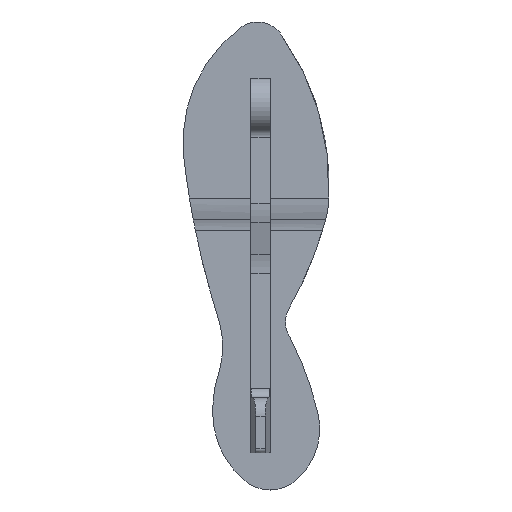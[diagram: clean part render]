
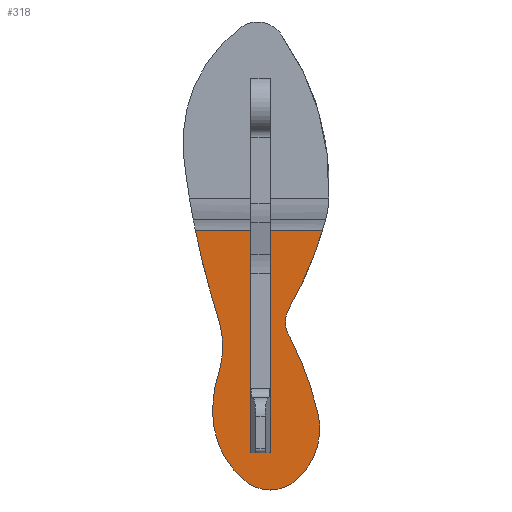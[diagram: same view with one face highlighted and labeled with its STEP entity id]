
A CAD part, top view. The second image highlights one B-rep face of the part: STEP entity #318.
In plain terms, the highlighted planar face has unit normal (0, 0, 1).
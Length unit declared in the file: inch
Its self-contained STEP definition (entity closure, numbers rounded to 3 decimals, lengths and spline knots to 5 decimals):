
#145=LINE('',#1680,#208);
#151=LINE('',#1704,#214);
#182=LINE('',#2068,#245);
#183=LINE('',#2070,#246);
#184=LINE('',#2092,#247);
#208=VECTOR('',#1311,1.);
#214=VECTOR('',#1333,1.);
#245=VECTOR('',#1404,1.);
#246=VECTOR('',#1407,1.);
#247=VECTOR('',#1428,1.);
#318=ADVANCED_FACE('',(#391),#348,.F.);
#348=PLANE('',#1152);
#391=FACE_BOUND('',#448,.T.);
#448=EDGE_LOOP('',(#656,#657,#658,#659,#660,#661,#662,#663,#664,#665,#666,
#667,#668,#669,#670));
#656=ORIENTED_EDGE('',*,*,#956,.F.);
#657=ORIENTED_EDGE('',*,*,#914,.F.);
#658=ORIENTED_EDGE('',*,*,#957,.T.);
#659=ORIENTED_EDGE('',*,*,#958,.T.);
#660=ORIENTED_EDGE('',*,*,#959,.F.);
#661=ORIENTED_EDGE('',*,*,#960,.T.);
#662=ORIENTED_EDGE('',*,*,#961,.T.);
#663=ORIENTED_EDGE('',*,*,#962,.T.);
#664=ORIENTED_EDGE('',*,*,#963,.T.);
#665=ORIENTED_EDGE('',*,*,#964,.T.);
#666=ORIENTED_EDGE('',*,*,#965,.T.);
#667=ORIENTED_EDGE('',*,*,#966,.F.);
#668=ORIENTED_EDGE('',*,*,#967,.T.);
#669=ORIENTED_EDGE('',*,*,#968,.T.);
#670=ORIENTED_EDGE('',*,*,#902,.T.);
#795=VERTEX_POINT('',#1679);
#796=VERTEX_POINT('',#1681);
#805=VERTEX_POINT('',#1703);
#806=VERTEX_POINT('',#1705);
#830=VERTEX_POINT('',#2071);
#831=VERTEX_POINT('',#2073);
#832=VERTEX_POINT('',#2075);
#833=VERTEX_POINT('',#2077);
#834=VERTEX_POINT('',#2079);
#835=VERTEX_POINT('',#2081);
#836=VERTEX_POINT('',#2083);
#837=VERTEX_POINT('',#2085);
#838=VERTEX_POINT('',#2087);
#839=VERTEX_POINT('',#2089);
#840=VERTEX_POINT('',#2091);
#902=EDGE_CURVE('',#796,#795,#145,.T.);
#914=EDGE_CURVE('',#805,#806,#151,.T.);
#956=EDGE_CURVE('',#806,#795,#182,.T.);
#957=EDGE_CURVE('',#805,#830,#183,.T.);
#958=EDGE_CURVE('',#830,#831,#1038,.T.);
#959=EDGE_CURVE('',#832,#831,#1039,.T.);
#960=EDGE_CURVE('',#832,#833,#1040,.T.);
#961=EDGE_CURVE('',#833,#834,#1041,.T.);
#962=EDGE_CURVE('',#834,#835,#1042,.T.);
#963=EDGE_CURVE('',#835,#836,#1043,.T.);
#964=EDGE_CURVE('',#836,#837,#1044,.T.);
#965=EDGE_CURVE('',#837,#838,#1045,.T.);
#966=EDGE_CURVE('',#839,#838,#1046,.T.);
#967=EDGE_CURVE('',#839,#840,#1047,.T.);
#968=EDGE_CURVE('',#840,#796,#184,.T.);
#1038=CIRCLE('',#1142,22.29);
#1039=CIRCLE('',#1143,2.33537);
#1040=CIRCLE('',#1144,3.27);
#1041=CIRCLE('',#1145,2.33537);
#1042=CIRCLE('',#1146,1.02809);
#1043=CIRCLE('',#1147,1.77);
#1044=CIRCLE('',#1148,8.46);
#1045=CIRCLE('',#1149,1.77);
#1046=CIRCLE('',#1150,0.75);
#1047=CIRCLE('',#1151,10.22);
#1142=AXIS2_PLACEMENT_3D('',#2072,#1408,#1409);
#1143=AXIS2_PLACEMENT_3D('',#2074,#1410,#1411);
#1144=AXIS2_PLACEMENT_3D('',#2076,#1412,#1413);
#1145=AXIS2_PLACEMENT_3D('',#2078,#1414,#1415);
#1146=AXIS2_PLACEMENT_3D('',#2080,#1416,#1417);
#1147=AXIS2_PLACEMENT_3D('',#2082,#1418,#1419);
#1148=AXIS2_PLACEMENT_3D('',#2084,#1420,#1421);
#1149=AXIS2_PLACEMENT_3D('',#2086,#1422,#1423);
#1150=AXIS2_PLACEMENT_3D('',#2088,#1424,#1425);
#1151=AXIS2_PLACEMENT_3D('',#2090,#1426,#1427);
#1152=AXIS2_PLACEMENT_3D('',#2093,#1429,#1430);
#1311=DIRECTION('',(0.,-1.,0.));
#1333=DIRECTION('',(0.,-1.,0.));
#1404=DIRECTION('',(1.,0.,0.));
#1407=DIRECTION('',(-1.,0.,0.));
#1408=DIRECTION('',(0.,0.,1.));
#1409=DIRECTION('',(1.,0.,0.));
#1410=DIRECTION('',(0.,0.,1.));
#1411=DIRECTION('',(1.,0.,0.));
#1412=DIRECTION('',(0.,0.,1.));
#1413=DIRECTION('',(1.,0.,0.));
#1414=DIRECTION('',(0.,0.,1.));
#1415=DIRECTION('',(1.,0.,0.));
#1416=DIRECTION('',(0.,0.,1.));
#1417=DIRECTION('',(1.,0.,0.));
#1418=DIRECTION('',(0.,0.,1.));
#1419=DIRECTION('',(1.,0.,0.));
#1420=DIRECTION('',(0.,0.,1.));
#1421=DIRECTION('',(1.,0.,0.));
#1422=DIRECTION('',(0.,0.,1.));
#1423=DIRECTION('',(1.,0.,0.));
#1424=DIRECTION('',(0.,0.,1.));
#1425=DIRECTION('',(1.,0.,0.));
#1426=DIRECTION('',(0.,0.,1.));
#1427=DIRECTION('',(1.,0.,0.));
#1428=DIRECTION('',(-1.,0.,0.));
#1429=DIRECTION('',(0.,0.,-1.));
#1430=DIRECTION('',(-1.,0.,0.));
#1679=CARTESIAN_POINT('',(0.,-2.78,0.125));
#1680=CARTESIAN_POINT('',(0.,3.01847,0.125));
#1681=CARTESIAN_POINT('',(0.,3.01847,0.125));
#1703=CARTESIAN_POINT('',(-0.5,3.01847,0.125));
#1704=CARTESIAN_POINT('',(-0.5,3.01847,0.125));
#1705=CARTESIAN_POINT('',(-0.5,-2.78,0.125));
#2068=CARTESIAN_POINT('',(-0.5,-2.78,0.125));
#2070=CARTESIAN_POINT('',(-0.5,3.01847,0.125));
#2071=CARTESIAN_POINT('',(-1.94794,3.01847,0.125));
#2072=CARTESIAN_POINT('',(19.89102,7.47987,0.125));
#2073=CARTESIAN_POINT('',(-1.34585,0.70936,0.125));
#2074=CARTESIAN_POINT('',(-3.57087,0.,0.125));
#2075=CARTESIAN_POINT('',(-1.34585,-0.70936,0.125));
#2076=CARTESIAN_POINT('',(1.76966,-1.70261,0.125));
#2077=CARTESIAN_POINT('',(-1.5,-1.75,0.125));
#2078=CARTESIAN_POINT('',(0.83512,-1.71616,0.125));
#2079=CARTESIAN_POINT('',(-0.65677,-3.51287,0.125));
#2080=CARTESIAN_POINT('',(0.,-2.72191,0.125));
#2081=CARTESIAN_POINT('',(0.65677,-3.51287,0.125));
#2082=CARTESIAN_POINT('',(-0.47395,-2.15112,0.125));
#2083=CARTESIAN_POINT('',(1.25,-1.75,0.125));
#2084=CARTESIAN_POINT('',(-6.9899,-3.66722,0.125));
#2085=CARTESIAN_POINT('',(0.53104,0.20668,0.125));
#2086=CARTESIAN_POINT('',(-1.04249,-0.60382,0.125));
#2087=CARTESIAN_POINT('',(0.5,0.2643,0.125));
#2088=CARTESIAN_POINT('',(1.1536,0.63215,0.125));
#2089=CARTESIAN_POINT('',(0.5,1.,0.125));
#2090=CARTESIAN_POINT('',(-8.40634,6.01254,0.125));
#2091=CARTESIAN_POINT('',(1.36525,3.01847,0.125));
#2092=CARTESIAN_POINT('',(1.36525,3.01847,0.125));
#2093=CARTESIAN_POINT('',(1.91939,-3.75,0.125));
